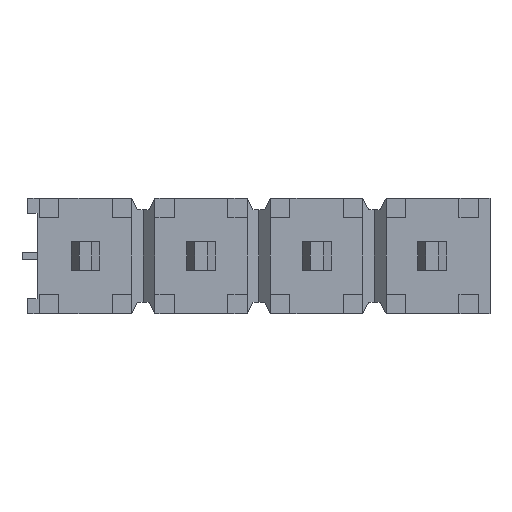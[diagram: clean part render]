
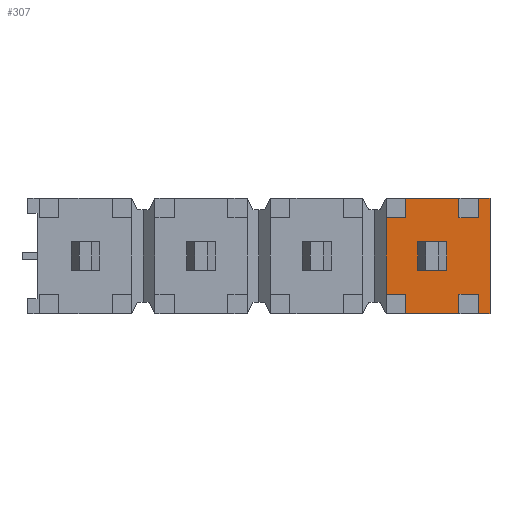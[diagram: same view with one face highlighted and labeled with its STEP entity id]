
A CAD part, front view. The second image highlights one B-rep face of the part: STEP entity #307.
In plain terms, the highlighted planar face has unit normal (0, -1, 0).
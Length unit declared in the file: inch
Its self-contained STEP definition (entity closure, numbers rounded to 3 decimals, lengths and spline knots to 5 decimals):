
#307 = ADVANCED_FACE( '', ( #776, #777 ), #778, .T. );
#776 = FACE_OUTER_BOUND( '', #1428, .T. );
#777 = FACE_BOUND( '', #1429, .T. );
#778 = PLANE( '', #1430 );
#1428 = EDGE_LOOP( '', ( #2176, #2177, #2178, #2179, #2180, #2181, #2182, #2183, #2184, #2185, #2186, #2187, #2188, #2189, #2190, #2191 ) );
#1429 = EDGE_LOOP( '', ( #2192, #2193, #2194, #2195 ) );
#1430 = AXIS2_PLACEMENT_3D( '', #2196, #2197, #2198 );
#2176 = ORIENTED_EDGE( '', *, *, #4011, .T. );
#2177 = ORIENTED_EDGE( '', *, *, #4012, .T. );
#2178 = ORIENTED_EDGE( '', *, *, #4013, .T. );
#2179 = ORIENTED_EDGE( '', *, *, #4014, .T. );
#2180 = ORIENTED_EDGE( '', *, *, #4015, .F. );
#2181 = ORIENTED_EDGE( '', *, *, #4016, .T. );
#2182 = ORIENTED_EDGE( '', *, *, #4017, .T. );
#2183 = ORIENTED_EDGE( '', *, *, #4018, .T. );
#2184 = ORIENTED_EDGE( '', *, *, #4019, .F. );
#2185 = ORIENTED_EDGE( '', *, *, #4020, .F. );
#2186 = ORIENTED_EDGE( '', *, *, #4006, .T. );
#2187 = ORIENTED_EDGE( '', *, *, #4021, .T. );
#2188 = ORIENTED_EDGE( '', *, *, #4022, .F. );
#2189 = ORIENTED_EDGE( '', *, *, #4023, .F. );
#2190 = ORIENTED_EDGE( '', *, *, #4024, .T. );
#2191 = ORIENTED_EDGE( '', *, *, #4025, .T. );
#2192 = ORIENTED_EDGE( '', *, *, #4026, .F. );
#2193 = ORIENTED_EDGE( '', *, *, #4027, .F. );
#2194 = ORIENTED_EDGE( '', *, *, #4028, .F. );
#2195 = ORIENTED_EDGE( '', *, *, #4029, .F. );
#2196 = CARTESIAN_POINT( '', ( 0.23637, 0.02, 0.1 ) );
#2197 = DIRECTION( '', ( 0., -1., 0. ) );
#2198 = DIRECTION( '', ( 0., 0., -1. ) );
#4006 = EDGE_CURVE( '', #4826, #4827, #4828, .T. );
#4011 = EDGE_CURVE( '', #4835, #4836, #4837, .T. );
#4012 = EDGE_CURVE( '', #4836, #4838, #4839, .T. );
#4013 = EDGE_CURVE( '', #4838, #4840, #4841, .T. );
#4014 = EDGE_CURVE( '', #4840, #4842, #4843, .T. );
#4015 = EDGE_CURVE( '', #4844, #4842, #4845, .T. );
#4016 = EDGE_CURVE( '', #4844, #4846, #4847, .T. );
#4017 = EDGE_CURVE( '', #4846, #4848, #4849, .T. );
#4018 = EDGE_CURVE( '', #4848, #4850, #4851, .T. );
#4019 = EDGE_CURVE( '', #4852, #4850, #4853, .T. );
#4020 = EDGE_CURVE( '', #4826, #4852, #4854, .T. );
#4021 = EDGE_CURVE( '', #4827, #4855, #4856, .T. );
#4022 = EDGE_CURVE( '', #4857, #4855, #4858, .T. );
#4023 = EDGE_CURVE( '', #4859, #4857, #4860, .T. );
#4024 = EDGE_CURVE( '', #4859, #4861, #4862, .T. );
#4025 = EDGE_CURVE( '', #4861, #4835, #4863, .T. );
#4026 = EDGE_CURVE( '', #4864, #4865, #4866, .T. );
#4027 = EDGE_CURVE( '', #4867, #4864, #4868, .T. );
#4028 = EDGE_CURVE( '', #4869, #4867, #4870, .T. );
#4029 = EDGE_CURVE( '', #4865, #4869, #4871, .T. );
#4826 = VERTEX_POINT( '', #5985 );
#4827 = VERTEX_POINT( '', #5986 );
#4828 = LINE( '', #5987, #5988 );
#4835 = VERTEX_POINT( '', #5998 );
#4836 = VERTEX_POINT( '', #5999 );
#4837 = LINE( '', #6000, #6001 );
#4838 = VERTEX_POINT( '', #6002 );
#4839 = LINE( '', #6003, #6004 );
#4840 = VERTEX_POINT( '', #6005 );
#4841 = LINE( '', #6006, #6007 );
#4842 = VERTEX_POINT( '', #6008 );
#4843 = LINE( '', #6009, #6010 );
#4844 = VERTEX_POINT( '', #6011 );
#4845 = LINE( '', #6012, #6013 );
#4846 = VERTEX_POINT( '', #6014 );
#4847 = LINE( '', #6015, #6016 );
#4848 = VERTEX_POINT( '', #6017 );
#4849 = LINE( '', #6018, #6019 );
#4850 = VERTEX_POINT( '', #6020 );
#4851 = LINE( '', #6021, #6022 );
#4852 = VERTEX_POINT( '', #6023 );
#4853 = LINE( '', #6024, #6025 );
#4854 = LINE( '', #6026, #6027 );
#4855 = VERTEX_POINT( '', #6028 );
#4856 = LINE( '', #6029, #6030 );
#4857 = VERTEX_POINT( '', #6031 );
#4858 = LINE( '', #6032, #6033 );
#4859 = VERTEX_POINT( '', #6034 );
#4860 = LINE( '', #6035, #6036 );
#4861 = VERTEX_POINT( '', #6037 );
#4862 = LINE( '', #6038, #6039 );
#4863 = LINE( '', #6040, #6041 );
#4864 = VERTEX_POINT( '', #6042 );
#4865 = VERTEX_POINT( '', #6043 );
#4866 = LINE( '', #6044, #6045 );
#4867 = VERTEX_POINT( '', #6046 );
#4868 = LINE( '', #6047, #6048 );
#4869 = VERTEX_POINT( '', #6049 );
#4870 = LINE( '', #6050, #6051 );
#4871 = LINE( '', #6052, #6053 );
#5985 = CARTESIAN_POINT( '', ( 0.12688, 0.02, -0.033 ) );
#5986 = CARTESIAN_POINT( '', ( 0.12688, 0.02, -0.05 ) );
#5987 = CARTESIAN_POINT( '', ( 0.12688, 0.02, 0.1 ) );
#5988 = VECTOR( '', #7402, 39.37008 );
#5998 = CARTESIAN_POINT( '', ( 0.2, 0.02, -0.05 ) );
#5999 = CARTESIAN_POINT( '', ( 0.2, 0.02, 0.05 ) );
#6000 = CARTESIAN_POINT( '', ( 0.2, 0.02, 0.05 ) );
#6001 = VECTOR( '', #7406, 39.37008 );
#6002 = CARTESIAN_POINT( '', ( 0.19012, 0.02, 0.05 ) );
#6003 = CARTESIAN_POINT( '', ( -0.2, 0.02, 0.05 ) );
#6004 = VECTOR( '', #7407, 39.37008 );
#6005 = CARTESIAN_POINT( '', ( 0.19012, 0.02, 0.033 ) );
#6006 = CARTESIAN_POINT( '', ( 0.19012, 0.02, 0.1 ) );
#6007 = VECTOR( '', #7408, 39.37008 );
#6008 = CARTESIAN_POINT( '', ( 0.17312, 0.02, 0.033 ) );
#6009 = CARTESIAN_POINT( '', ( 0.4, 0.02, 0.033 ) );
#6010 = VECTOR( '', #7409, 39.37008 );
#6011 = CARTESIAN_POINT( '', ( 0.17312, 0.02, 0.05 ) );
#6012 = CARTESIAN_POINT( '', ( 0.17312, 0.02, 0.1 ) );
#6013 = VECTOR( '', #7410, 39.37008 );
#6014 = CARTESIAN_POINT( '', ( 0.12688, 0.02, 0.05 ) );
#6015 = CARTESIAN_POINT( '', ( -0.2, 0.02, 0.05 ) );
#6016 = VECTOR( '', #7411, 39.37008 );
#6017 = CARTESIAN_POINT( '', ( 0.12688, 0.02, 0.033 ) );
#6018 = CARTESIAN_POINT( '', ( 0.12688, 0.02, 0.1 ) );
#6019 = VECTOR( '', #7412, 39.37008 );
#6020 = CARTESIAN_POINT( '', ( 0.11, 0.02, 0.033 ) );
#6021 = CARTESIAN_POINT( '', ( 0.4, 0.02, 0.033 ) );
#6022 = VECTOR( '', #7413, 39.37008 );
#6023 = CARTESIAN_POINT( '', ( 0.11, 0.02, -0.033 ) );
#6024 = CARTESIAN_POINT( '', ( 0.11, 0.02, 0.4 ) );
#6025 = VECTOR( '', #7414, 39.37008 );
#6026 = CARTESIAN_POINT( '', ( 0.4, 0.02, -0.033 ) );
#6027 = VECTOR( '', #7415, 39.37008 );
#6028 = CARTESIAN_POINT( '', ( 0.17312, 0.02, -0.05 ) );
#6029 = CARTESIAN_POINT( '', ( 0.2, 0.02, -0.05 ) );
#6030 = VECTOR( '', #7416, 39.37008 );
#6031 = CARTESIAN_POINT( '', ( 0.17312, 0.02, -0.033 ) );
#6032 = CARTESIAN_POINT( '', ( 0.17312, 0.02, 0.1 ) );
#6033 = VECTOR( '', #7417, 39.37008 );
#6034 = CARTESIAN_POINT( '', ( 0.19012, 0.02, -0.033 ) );
#6035 = CARTESIAN_POINT( '', ( 0.4, 0.02, -0.033 ) );
#6036 = VECTOR( '', #7418, 39.37008 );
#6037 = CARTESIAN_POINT( '', ( 0.19012, 0.02, -0.05 ) );
#6038 = CARTESIAN_POINT( '', ( 0.19012, 0.02, 0.1 ) );
#6039 = VECTOR( '', #7419, 39.37008 );
#6040 = CARTESIAN_POINT( '', ( 0.2, 0.02, -0.05 ) );
#6041 = VECTOR( '', #7420, 39.37008 );
#6042 = CARTESIAN_POINT( '', ( 0.1375, 0.02, 0.0125 ) );
#6043 = CARTESIAN_POINT( '', ( 0.1375, 0.02, -0.0125 ) );
#6044 = CARTESIAN_POINT( '', ( 0.1375, 0.02, -0.0125 ) );
#6045 = VECTOR( '', #7421, 39.37008 );
#6046 = CARTESIAN_POINT( '', ( 0.1625, 0.02, 0.0125 ) );
#6047 = CARTESIAN_POINT( '', ( 0.1375, 0.02, 0.0125 ) );
#6048 = VECTOR( '', #7422, 39.37008 );
#6049 = CARTESIAN_POINT( '', ( 0.1625, 0.02, -0.0125 ) );
#6050 = CARTESIAN_POINT( '', ( 0.1625, 0.02, 0.0125 ) );
#6051 = VECTOR( '', #7423, 39.37008 );
#6052 = CARTESIAN_POINT( '', ( 0.1625, 0.02, -0.0125 ) );
#6053 = VECTOR( '', #7424, 39.37008 );
#7402 = DIRECTION( '', ( 0., 0., -1. ) );
#7406 = DIRECTION( '', ( 0., 0., 1. ) );
#7407 = DIRECTION( '', ( -1., 0., 0. ) );
#7408 = DIRECTION( '', ( 0., 0., -1. ) );
#7409 = DIRECTION( '', ( -1., 0., 0. ) );
#7410 = DIRECTION( '', ( 0., 0., -1. ) );
#7411 = DIRECTION( '', ( -1., 0., 0. ) );
#7412 = DIRECTION( '', ( 0., 0., -1. ) );
#7413 = DIRECTION( '', ( -1., 0., 0. ) );
#7414 = DIRECTION( '', ( 0., 0., 1. ) );
#7415 = DIRECTION( '', ( -1., 0., 0. ) );
#7416 = DIRECTION( '', ( 1., 0., 0. ) );
#7417 = DIRECTION( '', ( 0., 0., -1. ) );
#7418 = DIRECTION( '', ( -1., 0., 0. ) );
#7419 = DIRECTION( '', ( 0., 0., -1. ) );
#7420 = DIRECTION( '', ( 1., 0., 0. ) );
#7421 = DIRECTION( '', ( 0., 0., -1. ) );
#7422 = DIRECTION( '', ( -1., 0., 0. ) );
#7423 = DIRECTION( '', ( 0., 0., 1. ) );
#7424 = DIRECTION( '', ( 1., 0., 0. ) );
